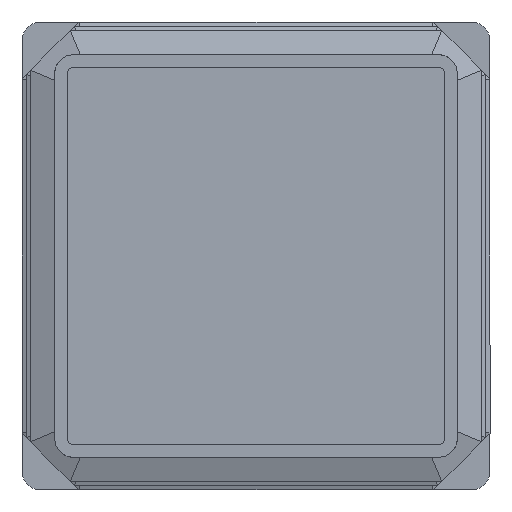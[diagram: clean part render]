
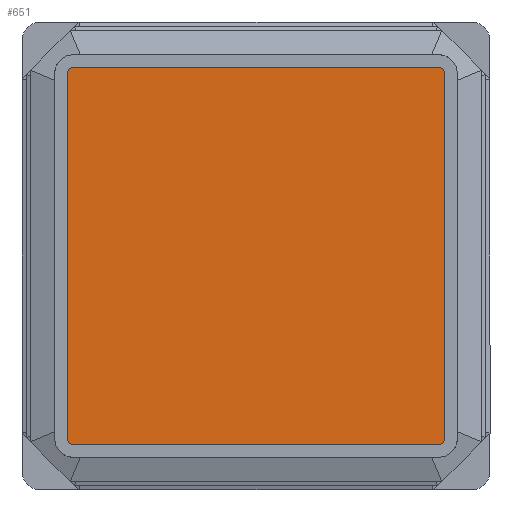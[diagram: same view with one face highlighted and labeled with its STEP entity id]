
A CAD part, front view. The second image highlights one B-rep face of the part: STEP entity #651.
In plain terms, the highlighted planar face has unit normal (0, -1, 0).
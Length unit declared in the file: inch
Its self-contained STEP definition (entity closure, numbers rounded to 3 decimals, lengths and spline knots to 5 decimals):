
#40 = ORIENTED_EDGE ( 'NONE', *, *, #2045, .T. ) ;
#94 = AXIS2_PLACEMENT_3D ( 'NONE', #2587, #1600, #2351 ) ;
#108 = CARTESIAN_POINT ( 'NONE',  ( 0.605, -0.125, -0.585 ) ) ;
#113 = CARTESIAN_POINT ( 'NONE',  ( -0.585, -0.125, -0.585 ) ) ;
#156 = CARTESIAN_POINT ( 'NONE',  ( -0.585, -0.125, -0.605 ) ) ;
#220 = DIRECTION ( 'NONE',  ( -1., 0., 0. ) ) ;
#238 = LINE ( 'NONE', #2269, #1610 ) ;
#258 = EDGE_CURVE ( 'NONE', #1856, #2377, #1364, .T. ) ;
#315 = EDGE_CURVE ( 'NONE', #2213, #1856, #2828, .T. ) ;
#377 = VECTOR ( 'NONE', #220, 39.37008 ) ;
#437 = ORIENTED_EDGE ( 'NONE', *, *, #258, .T. ) ;
#526 = AXIS2_PLACEMENT_3D ( 'NONE', #2914, #1885, #3174 ) ;
#548 = CARTESIAN_POINT ( 'NONE',  ( -0.585, -0.125, 0.605 ) ) ;
#560 = AXIS2_PLACEMENT_3D ( 'NONE', #1051, #2934, #3179 ) ;
#577 = CARTESIAN_POINT ( 'NONE',  ( 0.585, -0.125, -0.605 ) ) ;
#626 = CARTESIAN_POINT ( 'NONE',  ( -0.605, -0.125, 0.585 ) ) ;
#651 = ADVANCED_FACE ( 'NONE', ( #2132 ), #1765, .T. ) ;
#660 = ORIENTED_EDGE ( 'NONE', *, *, #1634, .T. ) ;
#681 = ORIENTED_EDGE ( 'NONE', *, *, #1622, .T. ) ;
#743 = VERTEX_POINT ( 'NONE', #2344 ) ;
#769 = ORIENTED_EDGE ( 'NONE', *, *, #3166, .T. ) ;
#834 = LINE ( 'NONE', #2116, #1541 ) ;
#835 = CIRCLE ( 'NONE', #1491, 0.02 ) ;
#880 = CARTESIAN_POINT ( 'NONE',  ( 0.585, -0.125, -0.605 ) ) ;
#895 = DIRECTION ( 'NONE',  ( 1., 0., 0. ) ) ;
#936 = ORIENTED_EDGE ( 'NONE', *, *, #315, .T. ) ;
#942 = ORIENTED_EDGE ( 'NONE', *, *, #2455, .T. ) ;
#1051 = CARTESIAN_POINT ( 'NONE',  ( 0.585, -0.125, 0.585 ) ) ;
#1064 = LINE ( 'NONE', #1521, #377 ) ;
#1310 = ORIENTED_EDGE ( 'NONE', *, *, #2038, .T. ) ;
#1364 = LINE ( 'NONE', #577, #2379 ) ;
#1368 = DIRECTION ( 'NONE',  ( 0., -1., 0. ) ) ;
#1410 = EDGE_LOOP ( 'NONE', ( #942, #769, #660, #1310, #936, #437, #40, #681 ) ) ;
#1458 = VERTEX_POINT ( 'NONE', #548 ) ;
#1491 = AXIS2_PLACEMENT_3D ( 'NONE', #3204, #1368, #2419 ) ;
#1521 = CARTESIAN_POINT ( 'NONE',  ( 0.585, -0.125, 0.605 ) ) ;
#1535 = CIRCLE ( 'NONE', #94, 0.02 ) ;
#1541 = VECTOR ( 'NONE', #2654, 39.37008 ) ;
#1600 = DIRECTION ( 'NONE',  ( 0., -1., 0. ) ) ;
#1610 = VECTOR ( 'NONE', #2040, 39.37008 ) ;
#1622 = EDGE_CURVE ( 'NONE', #1713, #3295, #834, .T. ) ;
#1634 = EDGE_CURVE ( 'NONE', #1458, #1736, #1868, .T. ) ;
#1682 = DIRECTION ( 'NONE',  ( 0., -1., 0. ) ) ;
#1713 = VERTEX_POINT ( 'NONE', #108 ) ;
#1736 = VERTEX_POINT ( 'NONE', #626 ) ;
#1765 = PLANE ( 'NONE',  #560 ) ;
#1856 = VERTEX_POINT ( 'NONE', #156 ) ;
#1868 = CIRCLE ( 'NONE', #526, 0.02 ) ;
#1885 = DIRECTION ( 'NONE',  ( 0., -1., 0. ) ) ;
#2038 = EDGE_CURVE ( 'NONE', #1736, #2213, #238, .T. ) ;
#2040 = DIRECTION ( 'NONE',  ( 0., 0., -1. ) ) ;
#2045 = EDGE_CURVE ( 'NONE', #2377, #1713, #1535, .T. ) ;
#2089 = CARTESIAN_POINT ( 'NONE',  ( 0.605, -0.125, 0.585 ) ) ;
#2116 = CARTESIAN_POINT ( 'NONE',  ( 0.605, -0.125, 0.585 ) ) ;
#2132 = FACE_OUTER_BOUND ( 'NONE', #1410, .T. ) ;
#2213 = VERTEX_POINT ( 'NONE', #3155 ) ;
#2269 = CARTESIAN_POINT ( 'NONE',  ( -0.605, -0.125, 0.585 ) ) ;
#2344 = CARTESIAN_POINT ( 'NONE',  ( 0.585, -0.125, 0.605 ) ) ;
#2351 = DIRECTION ( 'NONE',  ( 0., 0., -1. ) ) ;
#2377 = VERTEX_POINT ( 'NONE', #880 ) ;
#2379 = VECTOR ( 'NONE', #895, 39.37008 ) ;
#2419 = DIRECTION ( 'NONE',  ( 0., 0., -1. ) ) ;
#2443 = DIRECTION ( 'NONE',  ( 0., 0., -1. ) ) ;
#2455 = EDGE_CURVE ( 'NONE', #3295, #743, #835, .T. ) ;
#2587 = CARTESIAN_POINT ( 'NONE',  ( 0.585, -0.125, -0.585 ) ) ;
#2654 = DIRECTION ( 'NONE',  ( 0., 0., 1. ) ) ;
#2828 = CIRCLE ( 'NONE', #3350, 0.02 ) ;
#2914 = CARTESIAN_POINT ( 'NONE',  ( -0.585, -0.125, 0.585 ) ) ;
#2934 = DIRECTION ( 'NONE',  ( 0., -1., 0. ) ) ;
#3155 = CARTESIAN_POINT ( 'NONE',  ( -0.605, -0.125, -0.585 ) ) ;
#3166 = EDGE_CURVE ( 'NONE', #743, #1458, #1064, .T. ) ;
#3174 = DIRECTION ( 'NONE',  ( 0., 0., -1. ) ) ;
#3179 = DIRECTION ( 'NONE',  ( 0., 0., -1. ) ) ;
#3204 = CARTESIAN_POINT ( 'NONE',  ( 0.585, -0.125, 0.585 ) ) ;
#3295 = VERTEX_POINT ( 'NONE', #2089 ) ;
#3350 = AXIS2_PLACEMENT_3D ( 'NONE', #113, #1682, #2443 ) ;
